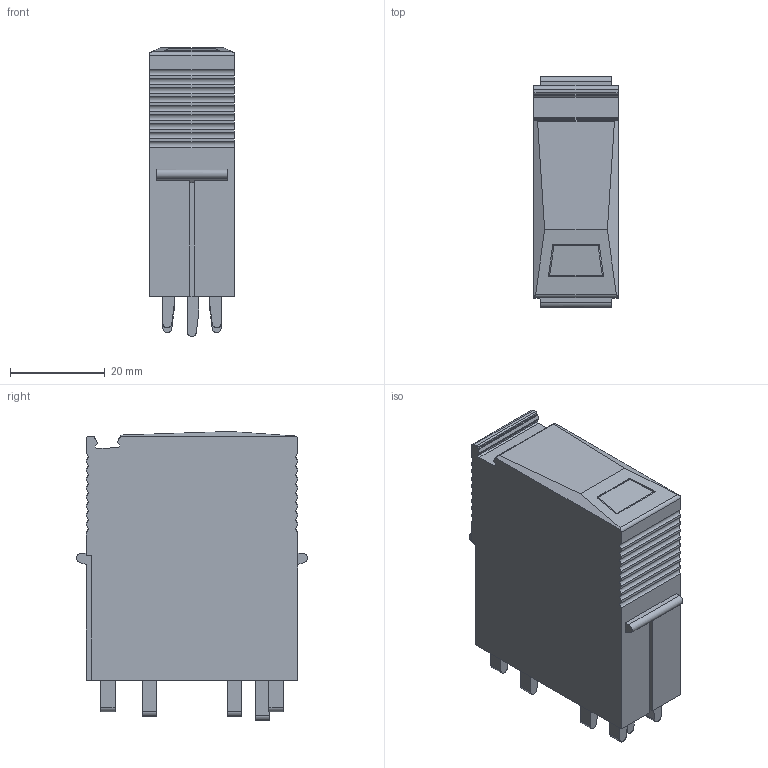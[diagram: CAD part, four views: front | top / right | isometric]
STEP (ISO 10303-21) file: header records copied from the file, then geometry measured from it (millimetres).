
FILE_DESCRIPTION(('CATIA V5R24 STEP','CAx-IF Rec.Pracs.--- Model Styling and Organization---1.2---2011-12-15'),'2;1');
FILE_NAME ('9820675_3', '2017-08-21T11:54:00+00:00', ('Weidmueller Interface'), ('Weidmueller'), 'CATIA Version 5-6 Release 2014 SP4', 'CATIA V5 STEP AP214', 'none');
FILE_SCHEMA(('AUTOMOTIVE_DESIGN { 1 0 10303 214 1 1 1 1 }'));
Length unit declared in the file: millimetre
Products named in the file (1): 8924680000
Bounding box: 17.75 x 48.7 x 61 mm (x, y, z)
Volume: 39054 mm3; surface area: 15260.7 mm2
Topology: 12 solids, 12 shells, 217 faces, 633 edges, 445 vertices
Faces by surface type: plane 166, cylinder 47, torus 4
Entity records: 6995 total; most frequent: ORIENTED_EDGE 1266, CARTESIAN_POINT 1265, DIRECTION 896, EDGE_CURVE 633, VECTOR 461, LINE 461, VERTEX_POINT 445, AXIS2_PLACEMENT_3D 302
